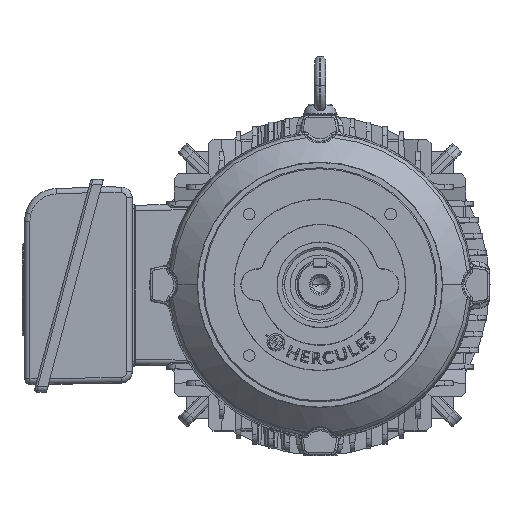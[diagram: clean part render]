
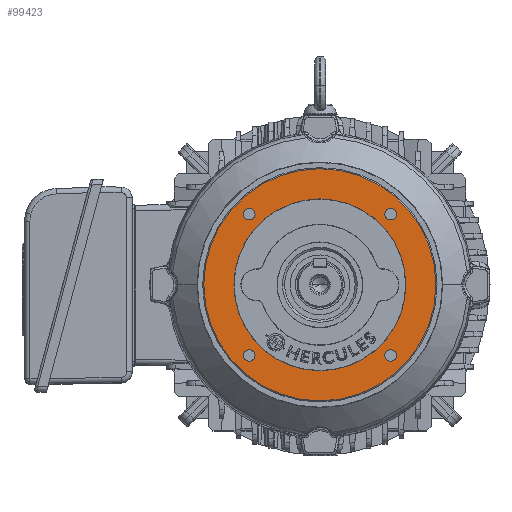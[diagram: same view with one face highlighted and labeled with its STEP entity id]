
A CAD part, top view. The second image highlights one B-rep face of the part: STEP entity #99423.
In plain terms, the highlighted face is planar.
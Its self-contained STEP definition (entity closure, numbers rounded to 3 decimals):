
#3252 = CIRCLE ( 'NONE', #104552, 5.358 ) ;
#3691 = CIRCLE ( 'NONE', #36763, 5.358 ) ;
#4817 = AXIS2_PLACEMENT_3D ( 'NONE', #127181, #107149, #26970 ) ;
#5268 = ORIENTED_EDGE ( 'NONE', *, *, #66820, .F. ) ;
#6281 = AXIS2_PLACEMENT_3D ( 'NONE', #77845, #48135, #58468 ) ;
#6596 = DIRECTION ( 'NONE',  ( 0., 0., 1. ) ) ;
#6770 = ORIENTED_EDGE ( 'NONE', *, *, #20402, .F. ) ;
#7777 = EDGE_CURVE ( 'NONE', #59835, #118589, #72606, .T. ) ;
#8232 = CARTESIAN_POINT ( 'NONE',  ( -11., -65.125, -59.766 ) ) ;
#9067 = CARTESIAN_POINT ( 'NONE',  ( -11., -65.125, 70.483 ) ) ;
#9072 = ORIENTED_EDGE ( 'NONE', *, *, #73447, .F. ) ;
#10422 = VERTEX_POINT ( 'NONE', #124513 ) ;
#11617 = DIRECTION ( 'NONE',  ( 0., 0., 1. ) ) ;
#13501 = EDGE_LOOP ( 'NONE', ( #5268, #91415 ) ) ;
#13799 = CARTESIAN_POINT ( 'NONE',  ( -11., 0., 0. ) ) ;
#14909 = EDGE_LOOP ( 'NONE', ( #101746, #6770 ) ) ;
#17167 = CIRCLE ( 'NONE', #4817, 5.358 ) ;
#17227 = VERTEX_POINT ( 'NONE', #58067 ) ;
#17672 = CARTESIAN_POINT ( 'NONE',  ( -11., 0., 0. ) ) ;
#18005 = CARTESIAN_POINT ( 'NONE',  ( -11., 65.125, -65.125 ) ) ;
#18204 = AXIS2_PLACEMENT_3D ( 'NONE', #25327, #65449, #6596 ) ;
#19511 = DIRECTION ( 'NONE',  ( -1., 0., 0. ) ) ;
#19544 = DIRECTION ( 'NONE',  ( -1., 0., 0. ) ) ;
#19562 = DIRECTION ( 'NONE',  ( -1., 0., 0. ) ) ;
#20402 = EDGE_CURVE ( 'NONE', #124890, #32576, #17167, .T. ) ;
#25327 = CARTESIAN_POINT ( 'NONE',  ( -11., -65.125, -65.125 ) ) ;
#26667 = DIRECTION ( 'NONE',  ( 0., 0., -1. ) ) ;
#26970 = DIRECTION ( 'NONE',  ( 0., 0., 1. ) ) ;
#29891 = FACE_BOUND ( 'NONE', #88709, .T. ) ;
#29901 = DIRECTION ( 'NONE',  ( 0., 0., 1. ) ) ;
#32047 = ORIENTED_EDGE ( 'NONE', *, *, #50609, .F. ) ;
#32576 = VERTEX_POINT ( 'NONE', #40976 ) ;
#36763 = AXIS2_PLACEMENT_3D ( 'NONE', #100065, #121367, #109749 ) ;
#36795 = DIRECTION ( 'NONE',  ( 0., 0., 1. ) ) ;
#37429 = EDGE_CURVE ( 'NONE', #44309, #17227, #76922, .T. ) ;
#38317 = CARTESIAN_POINT ( 'NONE',  ( -11., -65.125, -65.125 ) ) ;
#40976 = CARTESIAN_POINT ( 'NONE',  ( -11., 65.125, -59.766 ) ) ;
#41109 = CIRCLE ( 'NONE', #67977, 5.358 ) ;
#41554 = ORIENTED_EDGE ( 'NONE', *, *, #37429, .T. ) ;
#41910 = CARTESIAN_POINT ( 'NONE',  ( -11., 65.125, 70.483 ) ) ;
#42168 = FACE_BOUND ( 'NONE', #14909, .T. ) ;
#43873 = EDGE_LOOP ( 'NONE', ( #70004, #63767 ) ) ;
#44309 = VERTEX_POINT ( 'NONE', #90356 ) ;
#48081 = AXIS2_PLACEMENT_3D ( 'NONE', #17672, #126326, #96601 ) ;
#48135 = DIRECTION ( 'NONE',  ( -1., 0., 0. ) ) ;
#48869 = AXIS2_PLACEMENT_3D ( 'NONE', #79679, #69343, #49994 ) ;
#49748 = VERTEX_POINT ( 'NONE', #41910 ) ;
#49994 = DIRECTION ( 'NONE',  ( 0., 0., 1. ) ) ;
#50609 = EDGE_CURVE ( 'NONE', #119376, #56893, #91802, .T. ) ;
#51856 = VERTEX_POINT ( 'NONE', #8232 ) ;
#52451 = CARTESIAN_POINT ( 'NONE',  ( -11., -65.125, -70.483 ) ) ;
#56893 = VERTEX_POINT ( 'NONE', #109142 ) ;
#57928 = VERTEX_POINT ( 'NONE', #52451 ) ;
#58067 = CARTESIAN_POINT ( 'NONE',  ( -11., 0., 106.95 ) ) ;
#58197 = AXIS2_PLACEMENT_3D ( 'NONE', #126889, #19511, #26667 ) ;
#58468 = DIRECTION ( 'NONE',  ( 0., 0., 1. ) ) ;
#59835 = VERTEX_POINT ( 'NONE', #64888 ) ;
#60076 = ORIENTED_EDGE ( 'NONE', *, *, #66334, .T. ) ;
#60738 = AXIS2_PLACEMENT_3D ( 'NONE', #18005, #93746, #36795 ) ;
#60764 = EDGE_LOOP ( 'NONE', ( #41554, #60076 ) ) ;
#60824 = CIRCLE ( 'NONE', #97914, 79.172 ) ;
#63767 = ORIENTED_EDGE ( 'NONE', *, *, #7777, .F. ) ;
#63999 = EDGE_CURVE ( 'NONE', #118589, #59835, #60824, .T. ) ;
#64888 = CARTESIAN_POINT ( 'NONE',  ( -11., 0., -79.172 ) ) ;
#65449 = DIRECTION ( 'NONE',  ( -1., 0., 0. ) ) ;
#66334 = EDGE_CURVE ( 'NONE', #17227, #44309, #110633, .T. ) ;
#66820 = EDGE_CURVE ( 'NONE', #51856, #57928, #3252, .T. ) ;
#67977 = AXIS2_PLACEMENT_3D ( 'NONE', #109299, #119641, #11617 ) ;
#68234 = CIRCLE ( 'NONE', #6281, 5.358 ) ;
#69343 = DIRECTION ( 'NONE',  ( -1., 0., 0. ) ) ;
#70004 = ORIENTED_EDGE ( 'NONE', *, *, #63999, .F. ) ;
#70415 = DIRECTION ( 'NONE',  ( -1., 0., 0. ) ) ;
#72086 = EDGE_CURVE ( 'NONE', #49748, #10422, #3691, .T. ) ;
#72606 = CIRCLE ( 'NONE', #58197, 79.172 ) ;
#73447 = EDGE_CURVE ( 'NONE', #10422, #49748, #41109, .T. ) ;
#74001 = CIRCLE ( 'NONE', #18204, 5.358 ) ;
#75438 = EDGE_CURVE ( 'NONE', #56893, #119376, #68234, .T. ) ;
#76922 = CIRCLE ( 'NONE', #48081, 106.95 ) ;
#77845 = CARTESIAN_POINT ( 'NONE',  ( -11., -65.125, 65.125 ) ) ;
#78435 = CARTESIAN_POINT ( 'NONE',  ( -11., 0., 0. ) ) ;
#79050 = PLANE ( 'NONE',  #48869 ) ;
#79679 = CARTESIAN_POINT ( 'NONE',  ( -11., 107.95, 0. ) ) ;
#80367 = ORIENTED_EDGE ( 'NONE', *, *, #75438, .F. ) ;
#80744 = CARTESIAN_POINT ( 'NONE',  ( -11., -65.125, 65.125 ) ) ;
#85437 = CARTESIAN_POINT ( 'NONE',  ( -11., 65.125, -70.483 ) ) ;
#88709 = EDGE_LOOP ( 'NONE', ( #100002, #9072 ) ) ;
#89375 = FACE_BOUND ( 'NONE', #13501, .T. ) ;
#90013 = FACE_BOUND ( 'NONE', #43873, .T. ) ;
#90356 = CARTESIAN_POINT ( 'NONE',  ( -11., 0., -106.95 ) ) ;
#91415 = ORIENTED_EDGE ( 'NONE', *, *, #118862, .F. ) ;
#91802 = CIRCLE ( 'NONE', #95887, 5.358 ) ;
#91989 = AXIS2_PLACEMENT_3D ( 'NONE', #78435, #19562, #126305 ) ;
#93746 = DIRECTION ( 'NONE',  ( -1., 0., 0. ) ) ;
#93910 = EDGE_CURVE ( 'NONE', #32576, #124890, #103844, .T. ) ;
#95887 = AXIS2_PLACEMENT_3D ( 'NONE', #80744, #70415, #120206 ) ;
#96601 = DIRECTION ( 'NONE',  ( 0., 0., 1. ) ) ;
#96928 = EDGE_LOOP ( 'NONE', ( #32047, #80367 ) ) ;
#97914 = AXIS2_PLACEMENT_3D ( 'NONE', #13799, #122452, #112095 ) ;
#99423 = ADVANCED_FACE ( 'NONE', ( #120416, #42168, #29891, #108790, #89375, #90013 ), #79050, .T. ) ;
#100002 = ORIENTED_EDGE ( 'NONE', *, *, #72086, .F. ) ;
#100065 = CARTESIAN_POINT ( 'NONE',  ( -11., 65.125, 65.125 ) ) ;
#101746 = ORIENTED_EDGE ( 'NONE', *, *, #93910, .F. ) ;
#103844 = CIRCLE ( 'NONE', #60738, 5.358 ) ;
#104552 = AXIS2_PLACEMENT_3D ( 'NONE', #38317, #19544, #29901 ) ;
#107149 = DIRECTION ( 'NONE',  ( -1., 0., 0. ) ) ;
#108790 = FACE_BOUND ( 'NONE', #96928, .T. ) ;
#109142 = CARTESIAN_POINT ( 'NONE',  ( -11., -65.125, 59.766 ) ) ;
#109299 = CARTESIAN_POINT ( 'NONE',  ( -11., 65.125, 65.125 ) ) ;
#109749 = DIRECTION ( 'NONE',  ( 0., 0., 1. ) ) ;
#110633 = CIRCLE ( 'NONE', #91989, 106.95 ) ;
#112095 = DIRECTION ( 'NONE',  ( 0., 0., -1. ) ) ;
#118589 = VERTEX_POINT ( 'NONE', #126988 ) ;
#118862 = EDGE_CURVE ( 'NONE', #57928, #51856, #74001, .T. ) ;
#119376 = VERTEX_POINT ( 'NONE', #9067 ) ;
#119641 = DIRECTION ( 'NONE',  ( -1., 0., 0. ) ) ;
#120206 = DIRECTION ( 'NONE',  ( 0., 0., 1. ) ) ;
#120416 = FACE_OUTER_BOUND ( 'NONE', #60764, .T. ) ;
#121367 = DIRECTION ( 'NONE',  ( -1., 0., 0. ) ) ;
#122452 = DIRECTION ( 'NONE',  ( -1., 0., 0. ) ) ;
#124513 = CARTESIAN_POINT ( 'NONE',  ( -11., 65.125, 59.766 ) ) ;
#124890 = VERTEX_POINT ( 'NONE', #85437 ) ;
#126305 = DIRECTION ( 'NONE',  ( 0., 0., 1. ) ) ;
#126326 = DIRECTION ( 'NONE',  ( -1., 0., 0. ) ) ;
#126889 = CARTESIAN_POINT ( 'NONE',  ( -11., 0., 0. ) ) ;
#126988 = CARTESIAN_POINT ( 'NONE',  ( -11., 0., 79.172 ) ) ;
#127181 = CARTESIAN_POINT ( 'NONE',  ( -11., 65.125, -65.125 ) ) ;
